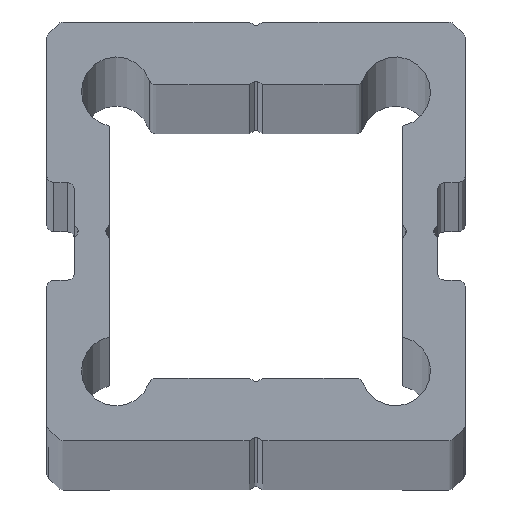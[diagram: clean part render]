
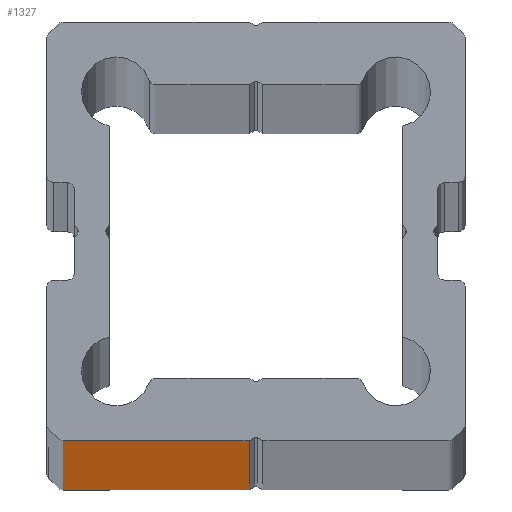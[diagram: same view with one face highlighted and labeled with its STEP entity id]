
A CAD part, top view. The second image highlights one B-rep face of the part: STEP entity #1327.
In plain terms, the highlighted planar face has unit normal (0, -1, 0).
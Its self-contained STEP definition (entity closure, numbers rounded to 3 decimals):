
#28 = FACE_OUTER_BOUND ( 'NONE', #818, .T. ) ;
#61 = VERTEX_POINT ( 'NONE', #2106 ) ;
#104 = LINE ( 'NONE', #1591, #1660 ) ;
#217 = CARTESIAN_POINT ( 'NONE',  ( -6.896, -7.5, 1008. ) ) ;
#349 = CARTESIAN_POINT ( 'NONE',  ( -0.25, -7.5, 0. ) ) ;
#397 = VERTEX_POINT ( 'NONE', #1744 ) ;
#401 = VECTOR ( 'NONE', #1501, 1000. ) ;
#491 = CARTESIAN_POINT ( 'NONE',  ( -7.5, -7.5, 1008. ) ) ;
#558 = LINE ( 'NONE', #491, #1984 ) ;
#584 = DIRECTION ( 'NONE',  ( 1., 0., 0. ) ) ;
#796 = CARTESIAN_POINT ( 'NONE',  ( -6.896, -7.5, 0. ) ) ;
#818 = EDGE_LOOP ( 'NONE', ( #1053, #3020, #973, #3138 ) ) ;
#924 = EDGE_CURVE ( 'NONE', #1525, #61, #1358, .T. ) ;
#973 = ORIENTED_EDGE ( 'NONE', *, *, #1285, .F. ) ;
#1053 = ORIENTED_EDGE ( 'NONE', *, *, #1522, .T. ) ;
#1227 = CARTESIAN_POINT ( 'NONE',  ( 1.75, -7.5, 1008. ) ) ;
#1237 = PLANE ( 'NONE',  #1329 ) ;
#1285 = EDGE_CURVE ( 'NONE', #3301, #61, #558, .T. ) ;
#1327 = ADVANCED_FACE ( 'NONE', ( #28 ), #1237, .F. ) ;
#1329 = AXIS2_PLACEMENT_3D ( 'NONE', #1227, #2257, #2485 ) ;
#1358 = LINE ( 'NONE', #2238, #401 ) ;
#1493 = VECTOR ( 'NONE', #1781, 1000. ) ;
#1501 = DIRECTION ( 'NONE',  ( 0., 0., 1. ) ) ;
#1522 = EDGE_CURVE ( 'NONE', #397, #1525, #104, .T. ) ;
#1525 = VERTEX_POINT ( 'NONE', #349 ) ;
#1591 = CARTESIAN_POINT ( 'NONE',  ( 1.75, -7.5, 0. ) ) ;
#1660 = VECTOR ( 'NONE', #584, 1000. ) ;
#1744 = CARTESIAN_POINT ( 'NONE',  ( -6.896, -7.5, 0. ) ) ;
#1781 = DIRECTION ( 'NONE',  ( 0., 0., -1. ) ) ;
#1984 = VECTOR ( 'NONE', #3017, 1000. ) ;
#2106 = CARTESIAN_POINT ( 'NONE',  ( -0.25, -7.5, 1008. ) ) ;
#2238 = CARTESIAN_POINT ( 'NONE',  ( -0.25, -7.5, 0. ) ) ;
#2257 = DIRECTION ( 'NONE',  ( 0., 1., 0. ) ) ;
#2485 = DIRECTION ( 'NONE',  ( 0., 0., 1. ) ) ;
#2531 = EDGE_CURVE ( 'NONE', #3301, #397, #2935, .T. ) ;
#2935 = LINE ( 'NONE', #796, #1493 ) ;
#3017 = DIRECTION ( 'NONE',  ( 1., 0., 0. ) ) ;
#3020 = ORIENTED_EDGE ( 'NONE', *, *, #924, .T. ) ;
#3138 = ORIENTED_EDGE ( 'NONE', *, *, #2531, .T. ) ;
#3301 = VERTEX_POINT ( 'NONE', #217 ) ;
